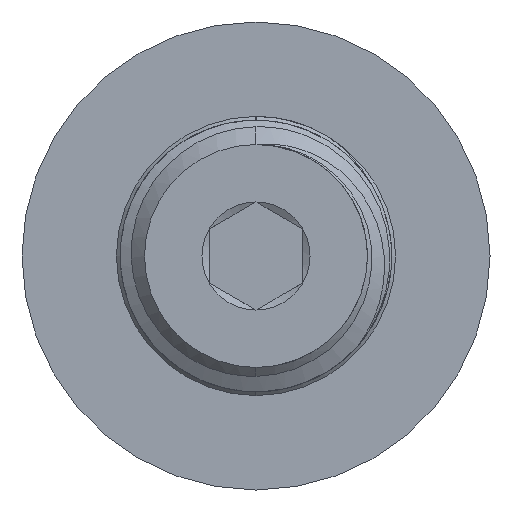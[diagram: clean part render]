
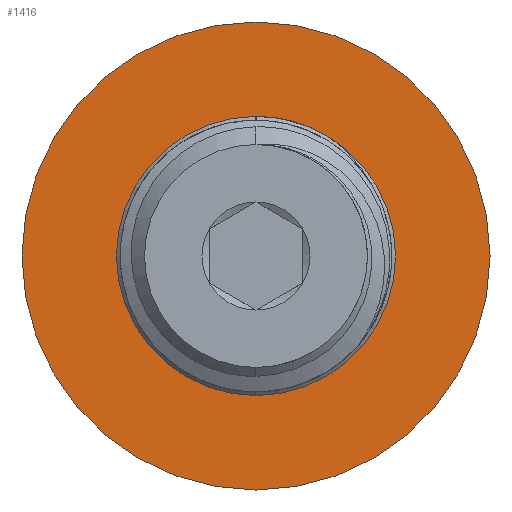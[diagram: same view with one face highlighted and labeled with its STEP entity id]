
A CAD part, left-side view. The second image highlights one B-rep face of the part: STEP entity #1416.
In plain terms, the highlighted planar face has unit normal (-1, 0, 0).
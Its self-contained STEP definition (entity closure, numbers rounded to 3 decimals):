
#178 = DIRECTION ( 'NONE',  ( 1., 0., 0. ) ) ;
#226 = CARTESIAN_POINT ( 'NONE',  ( 160., 0., 0. ) ) ;
#327 = CIRCLE ( 'NONE', #2469, 12.5 ) ;
#441 = AXIS2_PLACEMENT_3D ( 'NONE', #2045, #2238, #2564 ) ;
#443 = EDGE_CURVE ( 'NONE', #2892, #697, #327, .T. ) ;
#605 = AXIS2_PLACEMENT_3D ( 'NONE', #1834, #3131, #1010 ) ;
#697 = VERTEX_POINT ( 'NONE', #2200 ) ;
#721 = DIRECTION ( 'NONE',  ( 1., 0., 0. ) ) ;
#808 = VERTEX_POINT ( 'NONE', #1897 ) ;
#841 = EDGE_CURVE ( 'NONE', #2433, #808, #1637, .T. ) ;
#965 = CARTESIAN_POINT ( 'NONE',  ( 160., 0., 12.5 ) ) ;
#1010 = DIRECTION ( 'NONE',  ( 0., 0., -1. ) ) ;
#1094 = ORIENTED_EDGE ( 'NONE', *, *, #3021, .F. ) ;
#1117 = EDGE_LOOP ( 'NONE', ( #2125, #3305 ) ) ;
#1286 = CARTESIAN_POINT ( 'NONE',  ( 160., 0., 7.455 ) ) ;
#1394 = EDGE_CURVE ( 'NONE', #808, #2433, #2135, .T. ) ;
#1408 = EDGE_LOOP ( 'NONE', ( #1452, #1094 ) ) ;
#1416 = ADVANCED_FACE ( 'NONE', ( #2808, #2550 ), #1454, .F. ) ;
#1452 = ORIENTED_EDGE ( 'NONE', *, *, #443, .F. ) ;
#1454 = PLANE ( 'NONE',  #441 ) ;
#1468 = AXIS2_PLACEMENT_3D ( 'NONE', #3358, #2775, #1752 ) ;
#1637 = CIRCLE ( 'NONE', #2243, 7.455 ) ;
#1752 = DIRECTION ( 'NONE',  ( 0., 0., -1. ) ) ;
#1791 = DIRECTION ( 'NONE',  ( 0., 0., -1. ) ) ;
#1834 = CARTESIAN_POINT ( 'NONE',  ( 160., 0., 0. ) ) ;
#1897 = CARTESIAN_POINT ( 'NONE',  ( 160., 0., -7.455 ) ) ;
#2014 = DIRECTION ( 'NONE',  ( 0., 0., -1. ) ) ;
#2045 = CARTESIAN_POINT ( 'NONE',  ( 160., 0., 0. ) ) ;
#2073 = CIRCLE ( 'NONE', #605, 12.5 ) ;
#2125 = ORIENTED_EDGE ( 'NONE', *, *, #841, .T. ) ;
#2135 = CIRCLE ( 'NONE', #1468, 7.455 ) ;
#2200 = CARTESIAN_POINT ( 'NONE',  ( 160., 0., -12.5 ) ) ;
#2238 = DIRECTION ( 'NONE',  ( 1., 0., 0. ) ) ;
#2243 = AXIS2_PLACEMENT_3D ( 'NONE', #3101, #721, #2014 ) ;
#2433 = VERTEX_POINT ( 'NONE', #1286 ) ;
#2469 = AXIS2_PLACEMENT_3D ( 'NONE', #226, #178, #1791 ) ;
#2550 = FACE_OUTER_BOUND ( 'NONE', #1408, .T. ) ;
#2564 = DIRECTION ( 'NONE',  ( 0., 0., -1. ) ) ;
#2775 = DIRECTION ( 'NONE',  ( 1., 0., 0. ) ) ;
#2808 = FACE_BOUND ( 'NONE', #1117, .T. ) ;
#2892 = VERTEX_POINT ( 'NONE', #965 ) ;
#3021 = EDGE_CURVE ( 'NONE', #697, #2892, #2073, .T. ) ;
#3101 = CARTESIAN_POINT ( 'NONE',  ( 160., 0., 0. ) ) ;
#3131 = DIRECTION ( 'NONE',  ( 1., 0., 0. ) ) ;
#3305 = ORIENTED_EDGE ( 'NONE', *, *, #1394, .T. ) ;
#3358 = CARTESIAN_POINT ( 'NONE',  ( 160., 0., 0. ) ) ;
